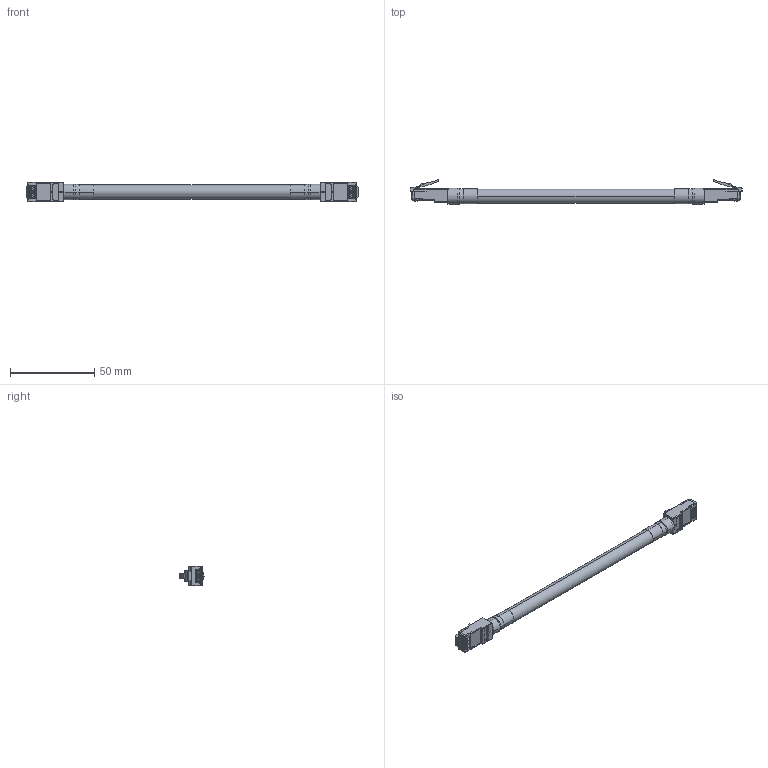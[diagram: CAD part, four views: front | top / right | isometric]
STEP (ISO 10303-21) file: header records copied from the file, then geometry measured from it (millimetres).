
FILE_DESCRIPTION (( 'STEP AP214' ), '1' );
FILE_NAME ('TTE695AODS-BLK.step', '2020-02-18T21:34:19', ( '' ), ( '' ), 'SwSTEP 2.0', 'SolidWorks 2018', '' );
FILE_SCHEMA (( 'AUTOMOTIVE_DESIGN' ));
Length unit declared in the file: inch
Products named in the file (7): 1AL04-107; TSP8048C5S; TSP8048C5S-MA3; TSP8048C5S-MA1; TTE695AODS-BLK; 1AL04-107-MA1_LARGER; TSP8048C5S-MA2_crimped strain relief
Assembly tree (15 placements, depth 3):
  TTE695AODS-BLK
    1AL04-107
    TSP8048C5S  x2
      TSP8048C5S-MA2_crimped strain relief
      TSP8048C5S-MA1
      TSP8048C5S-MA3
    1AL04-107-MA1_LARGER  x2
Bounding box: 197.61 x 14.41 x 11.68 mm (x, y, z)
Volume: 11401.8 mm3; surface area: 12723.6 mm2
Topology: 25 solids, 25 shells, 940 faces, 2552 edges, 1656 vertices
Faces by surface type: plane 646, cylinder 242, torus 40, bspline 8, sphere 4
Entity records: 9372 total; most frequent: CARTESIAN_POINT 1664, DIRECTION 1563, ORIENTED_EDGE 1542, EDGE_CURVE 771, VECTOR 569, LINE 569, AXIS2_PLACEMENT_3D 497, VERTEX_POINT 494
